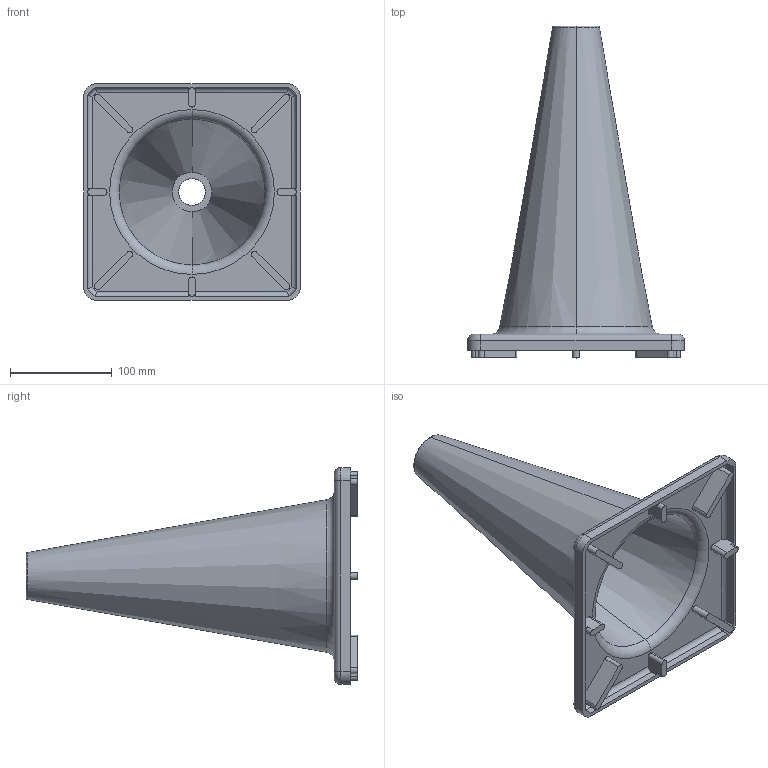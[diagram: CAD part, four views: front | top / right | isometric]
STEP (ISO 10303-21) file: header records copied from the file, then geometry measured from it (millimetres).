
FILE_DESCRIPTION (( 'STEP AP214' ), '1' );
FILE_NAME ('am-4700_syc Cone.STEP', '2023-01-10T15:38:54', ( '' ), ( '' ), 'SwSTEP 2.0', 'SolidWorks 2022', '' );
FILE_SCHEMA (( 'AUTOMOTIVE_DESIGN' ));
Length unit declared in the file: inch
Products named in the file (1): am-4700_syc Cone
Bounding box: 212.72 x 325.44 x 212.72 mm (x, y, z)
Volume: 550271.2 mm3; surface area: 269656.6 mm2
Topology: 1 solids, 1 shells, 103 faces, 260 edges, 166 vertices
Faces by surface type: plane 45, cylinder 44, torus 10, cone 4
Entity records: 3138 total; most frequent: DIRECTION 556, CARTESIAN_POINT 554, ORIENTED_EDGE 520, EDGE_CURVE 260, AXIS2_PLACEMENT_3D 200, VERTEX_POINT 166, LINE 156, VECTOR 156
